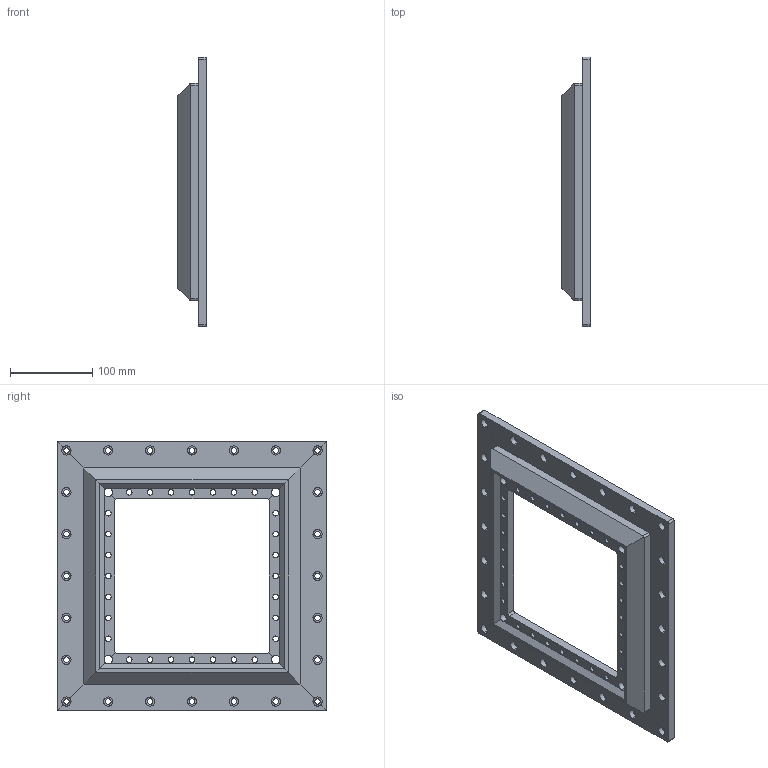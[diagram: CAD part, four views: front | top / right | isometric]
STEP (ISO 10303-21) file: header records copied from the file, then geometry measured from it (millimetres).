
FILE_DESCRIPTION (( 'STEP AP203' ), '1' );
FILE_NAME ('Cube base Mount.STEP', '2024-01-03T00:59:11', ( '' ), ( '' ), 'SwSTEP 2.0', 'SolidWorks 2023', '' );
FILE_SCHEMA (( 'CONFIG_CONTROL_DESIGN' ));
Length unit declared in the file: millimetre
Products named in the file (1): Cube base Mount
Bounding box: 34.29 x 327.15 x 327.15 mm (x, y, z)
Volume: 978739.5 mm3; surface area: 206974.3 mm2
Topology: 1 solids, 1 shells, 340 faces, 896 edges, 592 vertices
Faces by surface type: cylinder 232, plane 108
Entity records: 11073 total; most frequent: DIRECTION 2066, CARTESIAN_POINT 1913, ORIENTED_EDGE 1792, EDGE_CURVE 896, AXIS2_PLACEMENT_3D 857, VERTEX_POINT 592, CIRCLE 516, EDGE_LOOP 488
